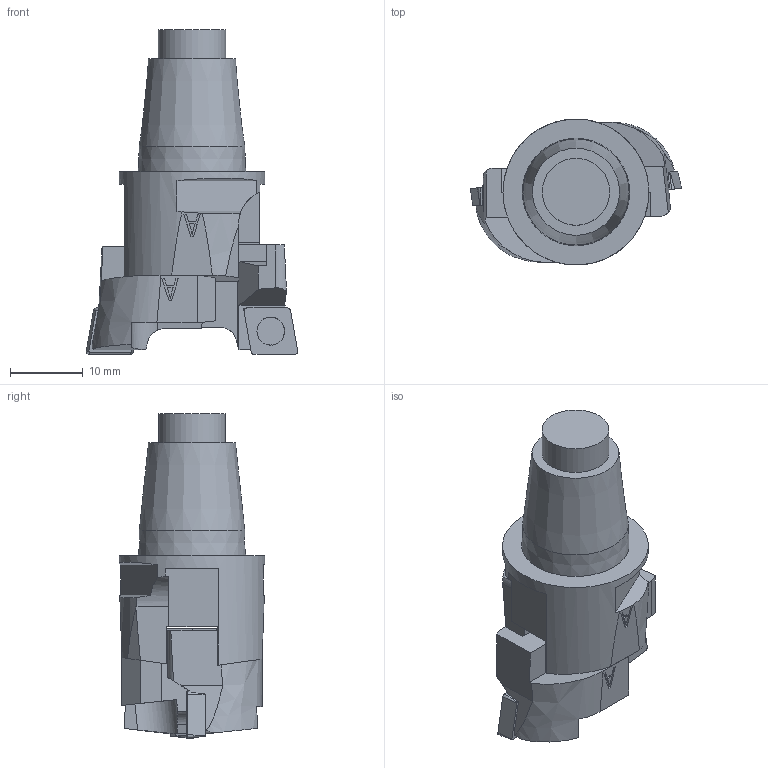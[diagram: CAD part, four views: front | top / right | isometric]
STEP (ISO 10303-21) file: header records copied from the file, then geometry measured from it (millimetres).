
FILE_DESCRIPTION(/* description */ (''),/* implementation_level */ '2;1');
FILE_NAME(/* name */ '1566818750462.stp',/* time_stamp */ '2019-08-26T13:25:57+02:00',/* author */ (''),/* organization */ ('SMS'),/* preprocessor_version */ 'ST-DEVELOPER v16.7',/* originating_system */ 'SIEMENS PLM Software NX 12.0',/* authorisation */ '');
FILE_SCHEMA (('AUTOMOTIVE_DESIGN { 1 0 10303 214 3 1 1 1 }'));
Length unit declared in the file: millimetre
Products named in the file (10): ASSEMBLY_CONSTRUCTION; 201026443mod000_00; IsoTurningInsert; 201026400mod000_00; 200948219mod000_01; 201026473mod000_01; 201026419mod000_01; 201087503mod000_01
Assembly tree (10 placements, depth 3):
  201087503mod000_01
    201026419mod000_01
      201026400mod000_00
      ASSEMBLY_CONSTRUCTION
      IsoTurningInsert
    201026473mod000_01
      201026443mod000_00
      IsoTurningInsert
      ASSEMBLY_CONSTRUCTION
    200948219mod000_01
    ASSEMBLY_CONSTRUCTION
Bounding box: 28.98 x 20 x 44.5 mm (x, y, z)
Volume: 8542.1 mm3; surface area: 4509.4 mm2
Topology: 5 solids, 5 shells, 192 faces, 501 edges, 351 vertices
Faces by surface type: plane 134, cylinder 18, extrusion 18, cone 14, torus 8
Full cylindrical faces by diameter (mm): 2.8 x4, 9.2 x1, 20 x1
Entity records: 6286 total; most frequent: CARTESIAN_POINT 1754, ORIENTED_EDGE 878, DIRECTION 794, EDGE_CURVE 439, VERTEX_POINT 299, VECTOR 276, AXIS2_PLACEMENT_3D 259, LINE 258
